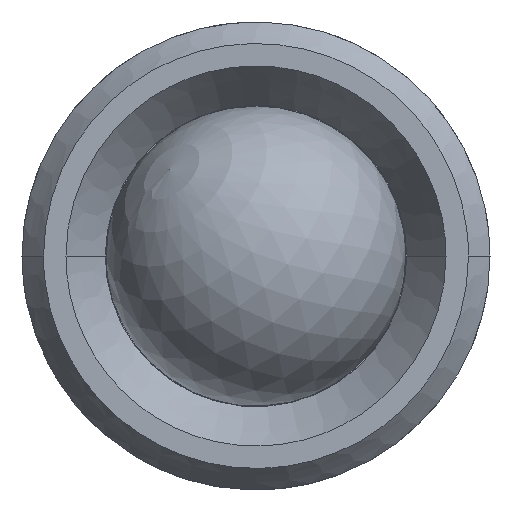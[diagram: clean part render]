
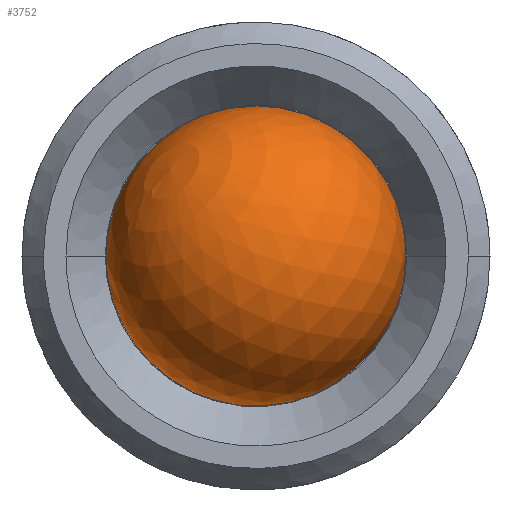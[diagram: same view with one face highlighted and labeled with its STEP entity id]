
A CAD part, front view. The second image highlights one B-rep face of the part: STEP entity #3752.
In plain terms, the highlighted spherical face has radius 8 mm.
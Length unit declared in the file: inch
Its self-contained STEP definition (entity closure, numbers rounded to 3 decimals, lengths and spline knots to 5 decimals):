
#16=SPHERICAL_SURFACE('',#3937,0.31496);
#99=CIRCLE('',#3938,0.31496);
#100=CIRCLE('',#3939,0.31496);
#101=CIRCLE('',#3940,0.31496);
#102=CIRCLE('',#3941,0.31496);
#607=FACE_OUTER_BOUND('',#840,.T.);
#840=EDGE_LOOP('',(#3426,#3427,#3428,#3429,#3430));
#1802=VERTEX_POINT('',#26580);
#1803=VERTEX_POINT('',#26581);
#1804=VERTEX_POINT('',#26583);
#1805=VERTEX_POINT('',#26586);
#2346=EDGE_CURVE('',#1802,#1803,#99,.T.);
#2347=EDGE_CURVE('',#1804,#1802,#100,.T.);
#2348=EDGE_CURVE('',#1803,#1804,#101,.T.);
#2349=EDGE_CURVE('',#1805,#1803,#102,.T.);
#3426=ORIENTED_EDGE('',*,*,#2346,.F.);
#3427=ORIENTED_EDGE('',*,*,#2347,.F.);
#3428=ORIENTED_EDGE('',*,*,#2348,.F.);
#3429=ORIENTED_EDGE('',*,*,#2349,.F.);
#3430=ORIENTED_EDGE('',*,*,#2349,.T.);
#3752=ADVANCED_FACE('',(#607),#16,.T.);
#3937=AXIS2_PLACEMENT_3D('',#26579,#4560,#4561);
#3938=AXIS2_PLACEMENT_3D('',#26582,#4562,#4563);
#3939=AXIS2_PLACEMENT_3D('',#26584,#4564,#4565);
#3940=AXIS2_PLACEMENT_3D('',#26585,#4566,#4567);
#3941=AXIS2_PLACEMENT_3D('',#26587,#4568,#4569);
#4560=DIRECTION('center_axis',(-0.577,-0.577,0.577));
#4561=DIRECTION('ref_axis',(0.707,0.,0.707));
#4562=DIRECTION('center_axis',(0.,1.,0.));
#4563=DIRECTION('ref_axis',(-1.,0.,0.));
#4564=DIRECTION('center_axis',(0.,1.,0.));
#4565=DIRECTION('ref_axis',(-1.,0.,0.));
#4566=DIRECTION('center_axis',(0.,1.,0.));
#4567=DIRECTION('ref_axis',(-1.,0.,0.));
#4568=DIRECTION('center_axis',(0.408,-0.816,-0.408));
#4569=DIRECTION('ref_axis',(-0.707,0.,-0.707));
#26579=CARTESIAN_POINT('Origin',(0.,-0.70866,
0.));
#26580=CARTESIAN_POINT('',(0.31496,-0.70866,0.));
#26581=CARTESIAN_POINT('',(-0.2228,-0.70866,-0.22262));
#26582=CARTESIAN_POINT('Origin',(0.,-0.70866,
0.));
#26583=CARTESIAN_POINT('',(-0.31496,-0.70866,0.));
#26584=CARTESIAN_POINT('Origin',(0.,-0.70866,
0.));
#26585=CARTESIAN_POINT('Origin',(0.,-0.70866,
0.));
#26586=CARTESIAN_POINT('',(-0.18184,-0.8905,0.18184));
#26587=CARTESIAN_POINT('Origin',(0.,-0.70866,
0.));
